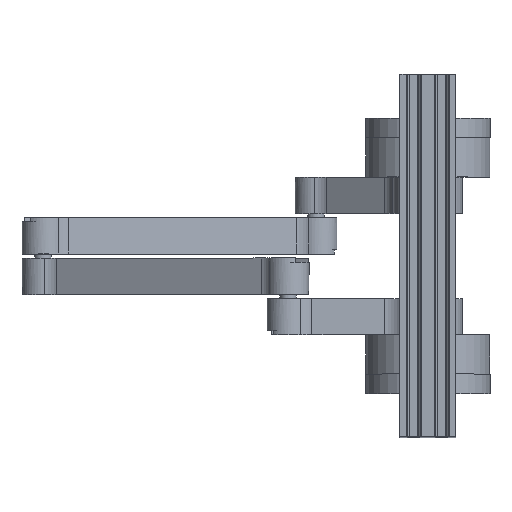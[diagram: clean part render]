
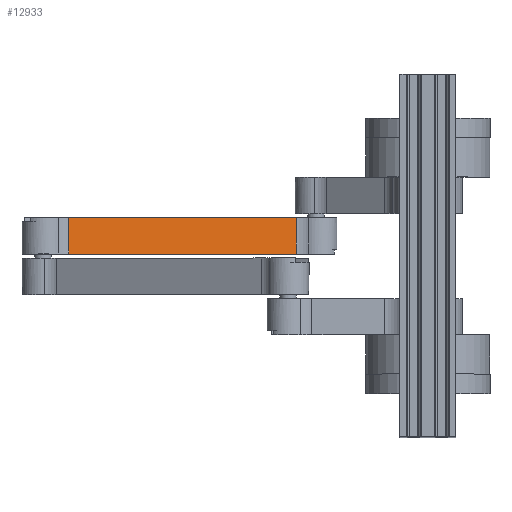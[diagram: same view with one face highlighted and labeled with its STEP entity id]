
A CAD part, top view. The second image highlights one B-rep face of the part: STEP entity #12933.
In plain terms, the highlighted face is planar.
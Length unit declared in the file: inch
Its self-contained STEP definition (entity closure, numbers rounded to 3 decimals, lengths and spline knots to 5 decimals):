
#533=FACE_OUTER_BOUND('',#1241,.T.);
#1241=EDGE_LOOP('',(#8797,#8798,#8799,#8800));
#2046=LINE('',#18878,#3604);
#2067=LINE('',#18954,#3625);
#2072=LINE('',#18973,#3630);
#2073=LINE('',#18975,#3631);
#3604=VECTOR('',#15285,0.3937);
#3625=VECTOR('',#15366,0.3937);
#3630=VECTOR('',#15391,0.3937);
#3631=VECTOR('',#15394,0.3937);
#5470=VERTEX_POINT('',#18875);
#5471=VERTEX_POINT('',#18877);
#5495=VERTEX_POINT('',#18950);
#5500=VERTEX_POINT('',#18971);
#6729=EDGE_CURVE('',#5470,#5471,#2046,.T.);
#6768=EDGE_CURVE('',#5471,#5495,#2067,.T.);
#6778=EDGE_CURVE('',#5500,#5470,#2072,.T.);
#6779=EDGE_CURVE('',#5500,#5495,#2073,.T.);
#8797=ORIENTED_EDGE('',*,*,#6768,.F.);
#8798=ORIENTED_EDGE('',*,*,#6729,.F.);
#8799=ORIENTED_EDGE('',*,*,#6778,.F.);
#8800=ORIENTED_EDGE('',*,*,#6779,.T.);
#12160=PLANE('',#14095);
#12933=ADVANCED_FACE('',(#533),#12160,.T.);
#14095=AXIS2_PLACEMENT_3D('',#18974,#15392,#15393);
#15285=DIRECTION('',(0.841,0.,-0.541));
#15366=DIRECTION('',(0.,-1.,0.));
#15391=DIRECTION('',(0.,1.,0.));
#15392=DIRECTION('center_axis',(0.541,0.,0.841));
#15393=DIRECTION('ref_axis',(0.841,0.,-0.541));
#15394=DIRECTION('',(0.841,0.,-0.541));
#18875=CARTESIAN_POINT('',(-8.64376,2.28346,-0.02214));
#18877=CARTESIAN_POINT('',(-3.11994,2.28346,-3.57592));
#18878=CARTESIAN_POINT('',(-9.19283,2.28346,0.3311));
#18950=CARTESIAN_POINT('',(-3.11994,1.25984,-3.57592));
#18954=CARTESIAN_POINT('',(-3.11994,0.,-3.57592));
#18971=CARTESIAN_POINT('',(-8.64376,1.25984,-0.02214));
#18973=CARTESIAN_POINT('',(-8.64376,0.,-0.02214));
#18974=CARTESIAN_POINT('Origin',(-8.82265,0.,0.09294));
#18975=CARTESIAN_POINT('',(-7.35225,1.25984,-0.85305));
